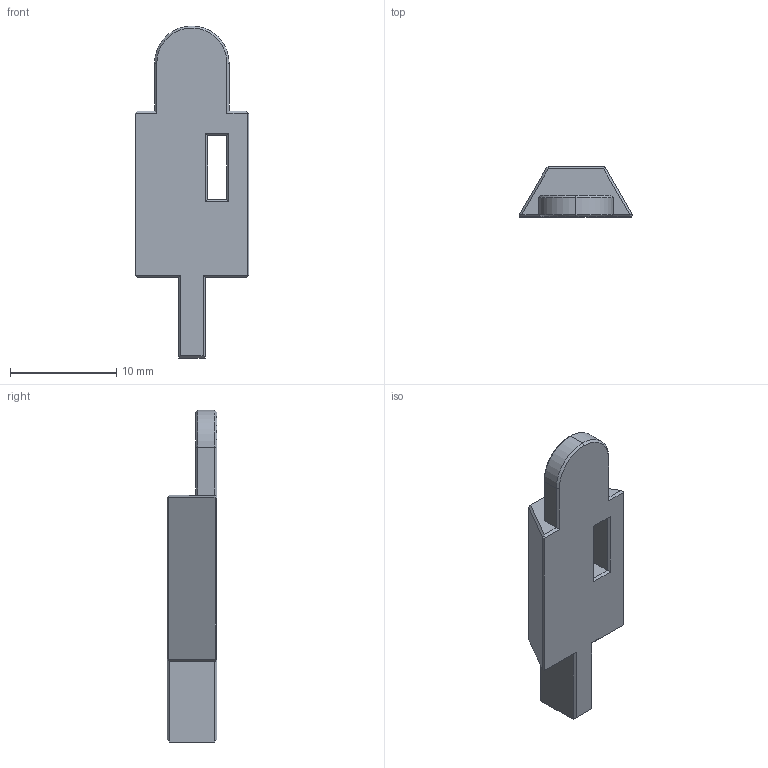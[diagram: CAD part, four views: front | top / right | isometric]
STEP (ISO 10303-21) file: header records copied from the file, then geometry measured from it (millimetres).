
FILE_DESCRIPTION (( 'STEP AP203' ), '1' );
FILE_NAME ('Doggo Slider.STEP', '2020-06-13T22:40:46', ( 'bruno' ), ( '' ), 'SwSTEP 2.0', 'SolidWorks 2018', '' );
FILE_SCHEMA (( 'CONFIG_CONTROL_DESIGN' ));
Length unit declared in the file: millimetre
Products named in the file (1): Doggo Slider
Bounding box: 10.68 x 4.7 x 31.2 mm (x, y, z)
Volume: 735.2 mm3; surface area: 751.7 mm2
Topology: 1 solids, 1 shells, 63 faces, 154 edges, 92 vertices
Faces by surface type: plane 56, cone 4, cylinder 3
Entity records: 1863 total; most frequent: CARTESIAN_POINT 310, ORIENTED_EDGE 308, DIRECTION 292, EDGE_CURVE 154, VECTOR 144, LINE 144, VERTEX_POINT 92, AXIS2_PLACEMENT_3D 74
